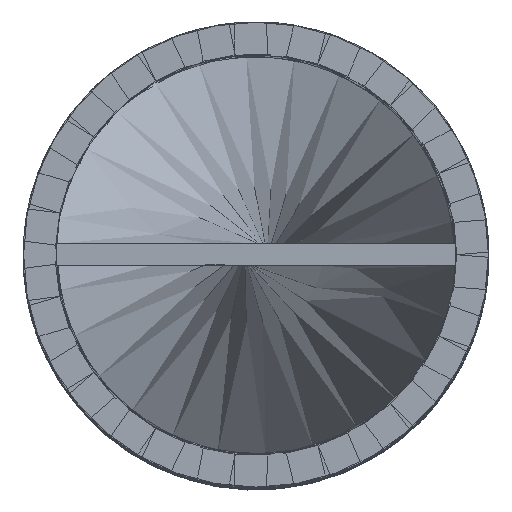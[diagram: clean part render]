
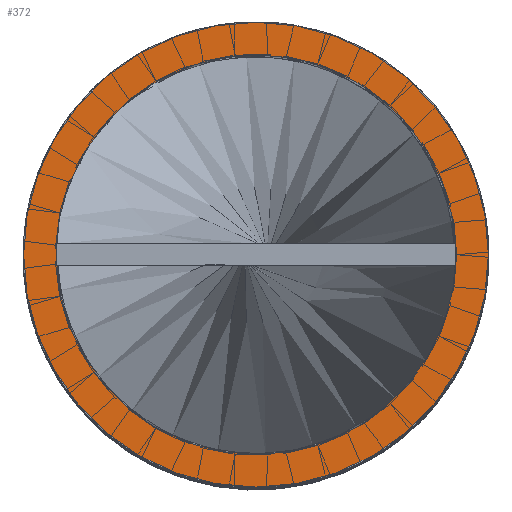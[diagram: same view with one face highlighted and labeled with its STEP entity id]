
A CAD part, top view. The second image highlights one B-rep face of the part: STEP entity #372.
In plain terms, the highlighted planar face has unit normal (0, 0, 1).
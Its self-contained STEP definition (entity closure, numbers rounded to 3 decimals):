
#213 = CYLINDRICAL_SURFACE('',#214,9.25);
#214 = AXIS2_PLACEMENT_3D('',#215,#216,#217);
#215 = CARTESIAN_POINT('',(0.,0.,65.25));
#216 = DIRECTION('',(0.,0.,1.));
#217 = DIRECTION('',(1.,0.,-0.));
#238 = VERTEX_POINT('',#239);
#239 = CARTESIAN_POINT('',(9.25,0.,66.));
#260 = EDGE_CURVE('',#238,#238,#261,.T.);
#261 = SURFACE_CURVE('',#262,(#267,#274),.PCURVE_S1.);
#262 = CIRCLE('',#263,9.25);
#263 = AXIS2_PLACEMENT_3D('',#264,#265,#266);
#264 = CARTESIAN_POINT('',(0.,0.,66.));
#265 = DIRECTION('',(0.,0.,1.));
#266 = DIRECTION('',(1.,0.,-0.));
#267 = PCURVE('',#213,#268);
#268 = DEFINITIONAL_REPRESENTATION('',(#269),#273);
#269 = LINE('',#270,#271);
#270 = CARTESIAN_POINT('',(0.,0.75));
#271 = VECTOR('',#272,1.);
#272 = DIRECTION('',(1.,0.));
#273 = ( GEOMETRIC_REPRESENTATION_CONTEXT(2) 
PARAMETRIC_REPRESENTATION_CONTEXT() REPRESENTATION_CONTEXT('2D SPACE',''
  ) );
#274 = PCURVE('',#275,#280);
#275 = PLANE('',#276);
#276 = AXIS2_PLACEMENT_3D('',#277,#278,#279);
#277 = CARTESIAN_POINT('',(0.,0.,66.));
#278 = DIRECTION('',(0.,0.,1.));
#279 = DIRECTION('',(1.,0.,-0.));
#280 = DEFINITIONAL_REPRESENTATION('',(#281),#285);
#281 = CIRCLE('',#282,9.25);
#282 = AXIS2_PLACEMENT_2D('',#283,#284);
#283 = CARTESIAN_POINT('',(0.,0.));
#284 = DIRECTION('',(1.,-0.));
#285 = ( GEOMETRIC_REPRESENTATION_CONTEXT(2) 
PARAMETRIC_REPRESENTATION_CONTEXT() REPRESENTATION_CONTEXT('2D SPACE',''
  ) );
#311 = CYLINDRICAL_SURFACE('',#312,10.75);
#312 = AXIS2_PLACEMENT_3D('',#313,#314,#315);
#313 = CARTESIAN_POINT('',(0.,0.,65.25));
#314 = DIRECTION('',(0.,0.,1.));
#315 = DIRECTION('',(1.,0.,-0.));
#328 = VERTEX_POINT('',#329);
#329 = CARTESIAN_POINT('',(10.75,0.,66.));
#350 = EDGE_CURVE('',#328,#328,#351,.T.);
#351 = SURFACE_CURVE('',#352,(#357,#364),.PCURVE_S1.);
#352 = CIRCLE('',#353,10.75);
#353 = AXIS2_PLACEMENT_3D('',#354,#355,#356);
#354 = CARTESIAN_POINT('',(0.,0.,66.));
#355 = DIRECTION('',(0.,0.,1.));
#356 = DIRECTION('',(1.,0.,-0.));
#357 = PCURVE('',#311,#358);
#358 = DEFINITIONAL_REPRESENTATION('',(#359),#363);
#359 = LINE('',#360,#361);
#360 = CARTESIAN_POINT('',(0.,0.75));
#361 = VECTOR('',#362,1.);
#362 = DIRECTION('',(1.,0.));
#363 = ( GEOMETRIC_REPRESENTATION_CONTEXT(2) 
PARAMETRIC_REPRESENTATION_CONTEXT() REPRESENTATION_CONTEXT('2D SPACE',''
  ) );
#364 = PCURVE('',#275,#365);
#365 = DEFINITIONAL_REPRESENTATION('',(#366),#370);
#366 = CIRCLE('',#367,10.75);
#367 = AXIS2_PLACEMENT_2D('',#368,#369);
#368 = CARTESIAN_POINT('',(0.,0.));
#369 = DIRECTION('',(1.,-0.));
#370 = ( GEOMETRIC_REPRESENTATION_CONTEXT(2) 
PARAMETRIC_REPRESENTATION_CONTEXT() REPRESENTATION_CONTEXT('2D SPACE',''
  ) );
#372 = ADVANCED_FACE('',(#373,#376),#275,.T.);
#373 = FACE_BOUND('',#374,.F.);
#374 = EDGE_LOOP('',(#375));
#375 = ORIENTED_EDGE('',*,*,#260,.T.);
#376 = FACE_BOUND('',#377,.F.);
#377 = EDGE_LOOP('',(#378));
#378 = ORIENTED_EDGE('',*,*,#350,.F.);
